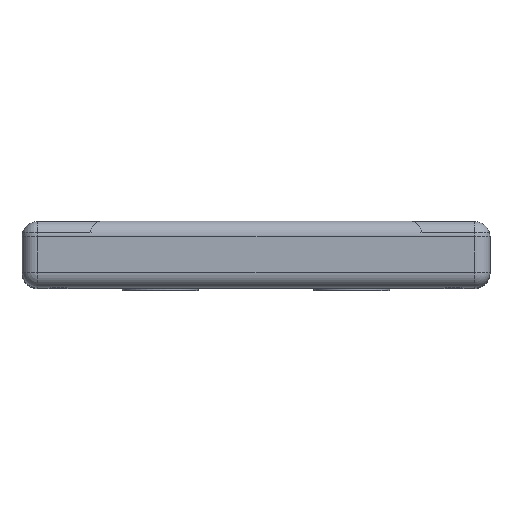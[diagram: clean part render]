
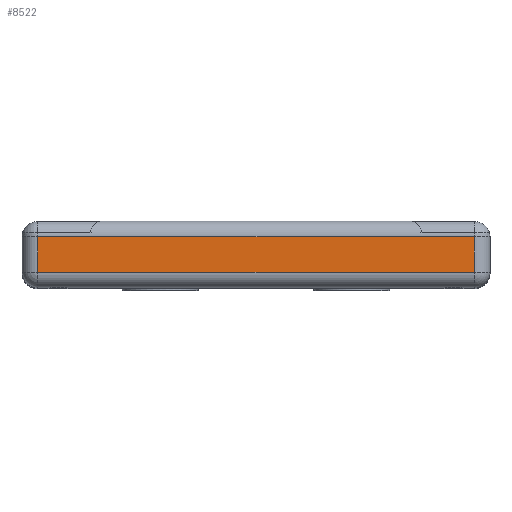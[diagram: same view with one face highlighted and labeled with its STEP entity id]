
A CAD part, top view. The second image highlights one B-rep face of the part: STEP entity #8522.
In plain terms, the highlighted planar face has unit normal (0, 0, 1).
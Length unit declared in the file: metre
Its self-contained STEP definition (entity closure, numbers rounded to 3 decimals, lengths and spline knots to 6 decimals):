
#447=LINE('',#11704,#1230);
#669=LINE('',#12736,#1452);
#670=LINE('',#12738,#1453);
#671=LINE('',#12740,#1454);
#1230=VECTOR('',#9672,1.);
#1452=VECTOR('',#10148,1.);
#1453=VECTOR('',#10149,1.);
#1454=VECTOR('',#10150,1.);
#2020=PLANE('',#9152);
#2707=ORIENTED_EDGE('',*,*,#5295,.T.);
#2708=ORIENTED_EDGE('',*,*,#4879,.T.);
#2709=ORIENTED_EDGE('',*,*,#5296,.T.);
#2710=ORIENTED_EDGE('',*,*,#5297,.T.);
#4879=EDGE_CURVE('',#6183,#6176,#447,.T.);
#5295=EDGE_CURVE('',#6576,#6183,#669,.T.);
#5296=EDGE_CURVE('',#6176,#6577,#670,.F.);
#5297=EDGE_CURVE('',#6577,#6576,#671,.F.);
#6176=VERTEX_POINT('',#11674);
#6183=VERTEX_POINT('',#11705);
#6576=VERTEX_POINT('',#12737);
#6577=VERTEX_POINT('',#12739);
#7316=EDGE_LOOP('',(#2707,#2708,#2709,#2710));
#7877=FACE_BOUND('',#7316,.T.);
#8522=ADVANCED_FACE('',(#7877),#2020,.F.);
#9152=AXIS2_PLACEMENT_3D('',#12735,#10146,#10147);
#9672=DIRECTION('',(-1.,0.,0.));
#10146=DIRECTION('',(0.,0.,-1.));
#10147=DIRECTION('',(-1.,0.,0.));
#10148=DIRECTION('',(0.,1.,0.));
#10149=DIRECTION('',(0.,1.,0.));
#10150=DIRECTION('',(-1.,0.,0.));
#11674=CARTESIAN_POINT('',(-0.024892,-0.001803,0.02667));
#11704=CARTESIAN_POINT('',(0.,-0.001803,0.02667));
#11705=CARTESIAN_POINT('',(0.024892,-0.001803,0.02667));
#12735=CARTESIAN_POINT('',(0.,-0.007645,0.02667));
#12736=CARTESIAN_POINT('',(0.024892,-0.000025,0.02667));
#12737=CARTESIAN_POINT('',(0.024892,-0.005867,0.02667));
#12738=CARTESIAN_POINT('',(-0.024892,-0.007645,0.02667));
#12739=CARTESIAN_POINT('',(-0.024892,-0.005867,0.02667));
#12740=CARTESIAN_POINT('',(0.02667,-0.005867,0.02667));
